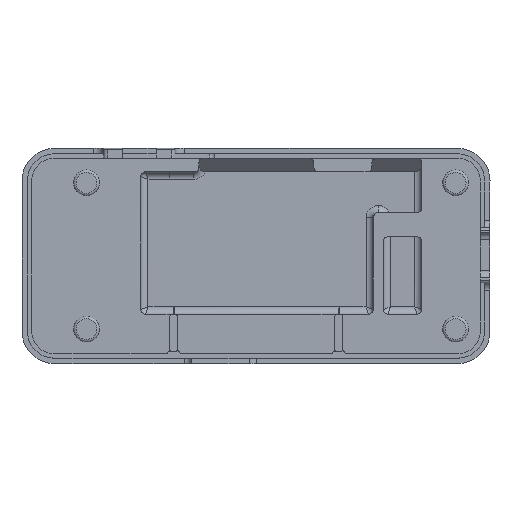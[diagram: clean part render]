
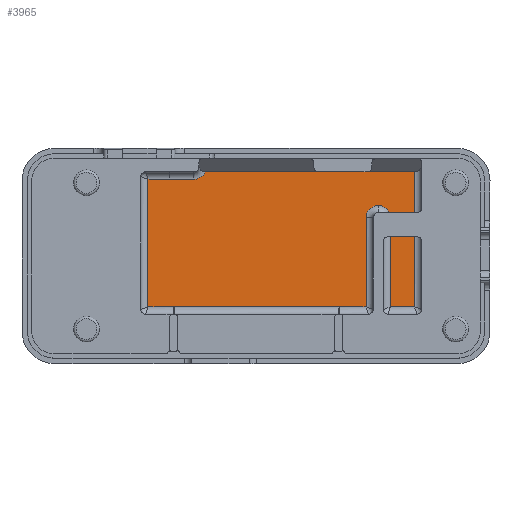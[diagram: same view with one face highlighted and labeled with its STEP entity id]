
A CAD part, top view. The second image highlights one B-rep face of the part: STEP entity #3965.
In plain terms, the highlighted planar face has unit normal (0, 0, 1).
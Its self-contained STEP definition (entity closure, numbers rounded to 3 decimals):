
#156=PLANE('',#4378);
#350=FACE_OUTER_BOUND('',#590,.T.);
#590=EDGE_LOOP('',(#3382,#3383,#3384,#3385,#3386,#3387,#3388,#3389,#3390,
#3391,#3392,#3393,#3394,#3395,#3396,#3397,#3398,#3399,#3400,#3401,#3402,
#3403,#3404));
#870=LINE('',#6495,#1229);
#872=LINE('',#6500,#1231);
#875=LINE('',#6564,#1234);
#877=LINE('',#6629,#1236);
#879=LINE('',#6674,#1238);
#880=LINE('',#6676,#1239);
#882=LINE('',#6721,#1241);
#884=LINE('',#6724,#1243);
#887=LINE('',#6731,#1246);
#888=LINE('',#6742,#1247);
#890=LINE('',#6751,#1249);
#892=LINE('',#6754,#1251);
#895=LINE('',#6761,#1254);
#898=LINE('',#6772,#1257);
#937=LINE('',#6933,#1296);
#971=LINE('',#7040,#1330);
#972=LINE('',#7041,#1331);
#1229=VECTOR('',#5093,10.);
#1231=VECTOR('',#5099,10.);
#1234=VECTOR('',#5116,10.);
#1236=VECTOR('',#5128,10.);
#1238=VECTOR('',#5132,10.);
#1239=VECTOR('',#5135,10.);
#1241=VECTOR('',#5139,10.);
#1243=VECTOR('',#5143,10.);
#1246=VECTOR('',#5150,10.);
#1247=VECTOR('',#5163,10.);
#1249=VECTOR('',#5175,10.);
#1251=VECTOR('',#5179,10.);
#1254=VECTOR('',#5186,10.);
#1257=VECTOR('',#5197,10.);
#1296=VECTOR('',#5324,10.);
#1330=VECTOR('',#5438,10.);
#1331=VECTOR('',#5439,10.);
#1513=CIRCLE('',#4261,2.5);
#1517=CIRCLE('',#4269,2.2);
#1520=CIRCLE('',#4279,2.5);
#1524=CIRCLE('',#4285,2.5);
#1553=CIRCLE('',#4358,1.);
#1557=CIRCLE('',#4367,1.);
#1824=VERTEX_POINT('',#6377);
#1827=VERTEX_POINT('',#6413);
#1830=VERTEX_POINT('',#6449);
#1833=VERTEX_POINT('',#6485);
#1836=VERTEX_POINT('',#6492);
#1837=VERTEX_POINT('',#6494);
#1841=VERTEX_POINT('',#6510);
#1843=VERTEX_POINT('',#6557);
#1847=VERTEX_POINT('',#6569);
#1848=VERTEX_POINT('',#6571);
#1850=VERTEX_POINT('',#6588);
#1852=VERTEX_POINT('',#6633);
#1854=VERTEX_POINT('',#6680);
#1856=VERTEX_POINT('',#6729);
#1858=VERTEX_POINT('',#6734);
#1860=VERTEX_POINT('',#6740);
#1862=VERTEX_POINT('',#6746);
#1864=VERTEX_POINT('',#6759);
#1868=VERTEX_POINT('',#6770);
#1906=VERTEX_POINT('',#6932);
#1925=VERTEX_POINT('',#6990);
#1932=VERTEX_POINT('',#7014);
#1939=VERTEX_POINT('',#7039);
#2290=EDGE_CURVE('',#1836,#1837,#870,.T.);
#2293=EDGE_CURVE('',#1833,#1836,#872,.T.);
#2297=EDGE_CURVE('',#1837,#1841,#1513,.T.);
#2303=EDGE_CURVE('',#1843,#1833,#875,.T.);
#2306=EDGE_CURVE('',#1847,#1848,#1517,.T.);
#2310=EDGE_CURVE('',#1850,#1843,#877,.T.);
#2313=EDGE_CURVE('',#1852,#1850,#879,.T.);
#2314=EDGE_CURVE('',#1848,#1852,#880,.T.);
#2317=EDGE_CURVE('',#1854,#1847,#882,.T.);
#2319=EDGE_CURVE('',#1830,#1854,#884,.T.);
#2323=EDGE_CURVE('',#1856,#1830,#887,.T.);
#2325=EDGE_CURVE('',#1858,#1856,#1520,.T.);
#2328=EDGE_CURVE('',#1860,#1858,#888,.T.);
#2331=EDGE_CURVE('',#1862,#1860,#1524,.T.);
#2333=EDGE_CURVE('',#1827,#1862,#890,.T.);
#2335=EDGE_CURVE('',#1824,#1827,#892,.T.);
#2339=EDGE_CURVE('',#1864,#1824,#895,.T.);
#2345=EDGE_CURVE('',#1868,#1864,#898,.T.);
#2408=EDGE_CURVE('',#1841,#1906,#937,.T.);
#2438=EDGE_CURVE('',#1925,#1906,#1553,.T.);
#2451=EDGE_CURVE('',#1932,#1868,#1557,.F.);
#2463=EDGE_CURVE('',#1932,#1939,#971,.T.);
#2464=EDGE_CURVE('',#1939,#1925,#972,.T.);
#3382=ORIENTED_EDGE('',*,*,#2339,.F.);
#3383=ORIENTED_EDGE('',*,*,#2345,.F.);
#3384=ORIENTED_EDGE('',*,*,#2451,.F.);
#3385=ORIENTED_EDGE('',*,*,#2463,.T.);
#3386=ORIENTED_EDGE('',*,*,#2464,.T.);
#3387=ORIENTED_EDGE('',*,*,#2438,.T.);
#3388=ORIENTED_EDGE('',*,*,#2408,.F.);
#3389=ORIENTED_EDGE('',*,*,#2297,.F.);
#3390=ORIENTED_EDGE('',*,*,#2290,.F.);
#3391=ORIENTED_EDGE('',*,*,#2293,.F.);
#3392=ORIENTED_EDGE('',*,*,#2303,.F.);
#3393=ORIENTED_EDGE('',*,*,#2310,.F.);
#3394=ORIENTED_EDGE('',*,*,#2313,.F.);
#3395=ORIENTED_EDGE('',*,*,#2314,.F.);
#3396=ORIENTED_EDGE('',*,*,#2306,.F.);
#3397=ORIENTED_EDGE('',*,*,#2317,.F.);
#3398=ORIENTED_EDGE('',*,*,#2319,.F.);
#3399=ORIENTED_EDGE('',*,*,#2323,.F.);
#3400=ORIENTED_EDGE('',*,*,#2325,.F.);
#3401=ORIENTED_EDGE('',*,*,#2328,.F.);
#3402=ORIENTED_EDGE('',*,*,#2331,.F.);
#3403=ORIENTED_EDGE('',*,*,#2333,.F.);
#3404=ORIENTED_EDGE('',*,*,#2335,.F.);
#3965=ADVANCED_FACE('',(#350),#156,.F.);
#4261=AXIS2_PLACEMENT_3D('',#6511,#5105,#5106);
#4269=AXIS2_PLACEMENT_3D('',#6572,#5123,#5124);
#4279=AXIS2_PLACEMENT_3D('',#6736,#5155,#5156);
#4285=AXIS2_PLACEMENT_3D('',#6748,#5169,#5170);
#4358=AXIS2_PLACEMENT_3D('',#6991,#5382,#5383);
#4367=AXIS2_PLACEMENT_3D('',#7016,#5409,#5410);
#4378=AXIS2_PLACEMENT_3D('',#7038,#5436,#5437);
#5093=DIRECTION('',(1.,0.,0.));
#5099=DIRECTION('',(1.,0.,0.));
#5105=DIRECTION('center_axis',(0.,0.,1.));
#5106=DIRECTION('ref_axis',(0.135,-0.991,0.));
#5116=DIRECTION('',(0.,1.,0.));
#5123=DIRECTION('center_axis',(0.,0.,1.));
#5124=DIRECTION('ref_axis',(-0.015,1.,0.));
#5128=DIRECTION('',(-1.,0.,0.));
#5132=DIRECTION('',(-1.,0.,0.));
#5135=DIRECTION('',(-1.,0.,0.));
#5139=DIRECTION('',(-1.,0.001,0.));
#5143=DIRECTION('',(-1.,0.,0.));
#5150=DIRECTION('',(-0.001,-1.,0.));
#5155=DIRECTION('center_axis',(0.,0.,1.));
#5156=DIRECTION('ref_axis',(-0.706,0.708,0.));
#5163=DIRECTION('',(-1.,0.001,0.));
#5169=DIRECTION('center_axis',(0.,0.,1.));
#5170=DIRECTION('ref_axis',(0.708,0.707,0.));
#5175=DIRECTION('',(0.,1.,0.));
#5179=DIRECTION('',(-1.,0.,0.));
#5186=DIRECTION('',(0.,-1.,0.));
#5197=DIRECTION('',(1.,0.,0.));
#5324=DIRECTION('',(1.,0.,0.));
#5382=DIRECTION('center_axis',(0.,0.,-1.));
#5383=DIRECTION('ref_axis',(-0.707,-0.707,0.));
#5409=DIRECTION('center_axis',(0.,0.,-1.));
#5410=DIRECTION('ref_axis',(0.707,-0.707,0.));
#5436=DIRECTION('center_axis',(0.,0.,-1.));
#5437=DIRECTION('ref_axis',(1.,0.,0.));
#5438=DIRECTION('',(-1.,0.,0.));
#5439=DIRECTION('',(-1.,0.,0.));
#6377=CARTESIAN_POINT('',(29.63,-10.497,-9.5));
#6413=CARTESIAN_POINT('',(24.642,-10.497,-9.5));
#6449=CARTESIAN_POINT('',(19.618,-10.498,-9.5));
#6485=CARTESIAN_POINT('',(-25.4,15.864,-9.5));
#6492=CARTESIAN_POINT('',(-20.9,15.864,-9.5));
#6494=CARTESIAN_POINT('',(-15.9,15.864,-9.5));
#6495=CARTESIAN_POINT('',(-9.,15.864,-9.5));
#6500=CARTESIAN_POINT('',(-12.,15.864,-9.5));
#6510=CARTESIAN_POINT('',(-13.593,17.4,-9.5));
#6511=CARTESIAN_POINT('Origin',(-15.9,18.364,-9.5));
#6557=CARTESIAN_POINT('',(-25.401,-10.5,-9.5));
#6564=CARTESIAN_POINT('',(-25.401,-6.,-9.5));
#6569=CARTESIAN_POINT('',(13.86,-10.5,-9.5));
#6571=CARTESIAN_POINT('',(13.823,-10.5,-9.5));
#6572=CARTESIAN_POINT('Origin',(13.861,-12.7,-9.5));
#6588=CARTESIAN_POINT('',(-20.2,-10.5,-9.5));
#6629=CARTESIAN_POINT('',(-11.65,-10.5,-9.5));
#6633=CARTESIAN_POINT('',(-19.945,-10.5,-9.5));
#6674=CARTESIAN_POINT('',(-11.65,-10.5,-9.5));
#6676=CARTESIAN_POINT('',(5.508,-10.5,-9.5));
#6680=CARTESIAN_POINT('',(14.116,-10.5,-9.5));
#6721=CARTESIAN_POINT('',(5.375,-10.489,-9.5));
#6724=CARTESIAN_POINT('',(9.01,-10.502,-9.5));
#6729=CARTESIAN_POINT('',(19.641,7.96,-9.5));
#6731=CARTESIAN_POINT('',(19.636,4.466,-9.5));
#6734=CARTESIAN_POINT('',(22.144,10.457,-9.5));
#6736=CARTESIAN_POINT('Origin',(22.141,7.957,-9.5));
#6740=CARTESIAN_POINT('',(22.145,10.457,-9.5));
#6742=CARTESIAN_POINT('',(10.029,10.472,-9.5));
#6746=CARTESIAN_POINT('',(24.642,7.957,-9.5));
#6748=CARTESIAN_POINT('Origin',(22.142,7.957,-9.5));
#6751=CARTESIAN_POINT('',(24.642,-5.999,-9.5));
#6754=CARTESIAN_POINT('',(15.5,-10.497,-9.5));
#6759=CARTESIAN_POINT('',(29.63,17.4,-9.5));
#6761=CARTESIAN_POINT('',(29.63,10.1,-9.5));
#6770=CARTESIAN_POINT('',(20.083,17.4,-9.5));
#6772=CARTESIAN_POINT('',(7.3,17.4,-9.5));
#6932=CARTESIAN_POINT('',(9.549,17.4,-9.5));
#6933=CARTESIAN_POINT('',(7.3,17.4,-9.5));
#6990=CARTESIAN_POINT('',(9.816,17.364,-9.5));
#6991=CARTESIAN_POINT('Origin',(9.816,18.364,-9.5));
#7014=CARTESIAN_POINT('',(19.816,17.364,-9.5));
#7016=CARTESIAN_POINT('Origin',(19.816,18.364,-9.5));
#7038=CARTESIAN_POINT('Origin',(-3.1,0.,
-9.5));
#7039=CARTESIAN_POINT('',(14.816,17.364,-9.5));
#7040=CARTESIAN_POINT('',(8.858,17.364,-9.5));
#7041=CARTESIAN_POINT('',(5.858,17.364,-9.5));
